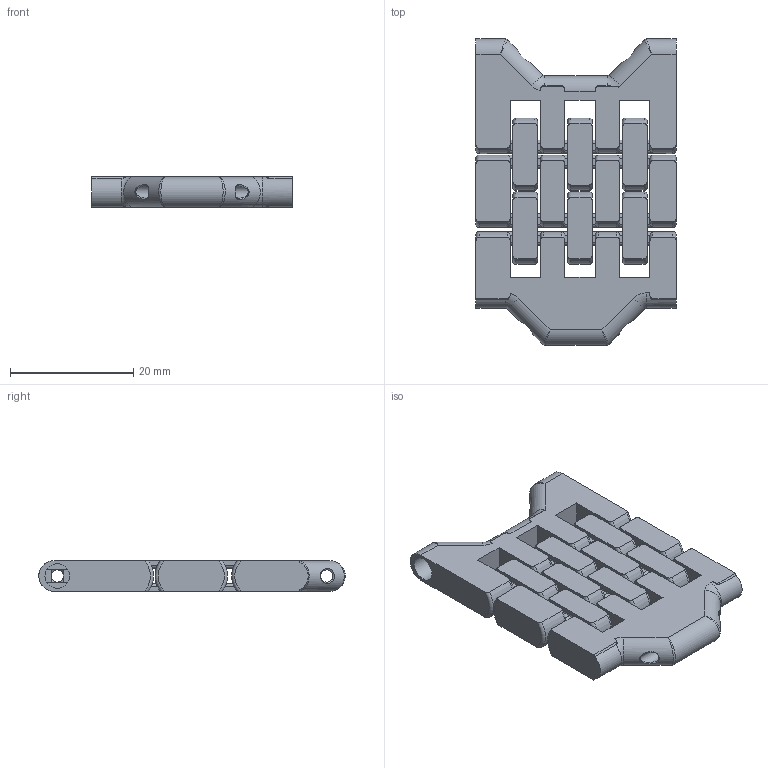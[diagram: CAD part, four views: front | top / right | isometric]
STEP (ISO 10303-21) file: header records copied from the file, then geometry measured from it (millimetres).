
FILE_DESCRIPTION(/* description */ ('STEP AP242','CAx-IF Rec.Pracs.---Representation and Presentation of Product Manufacturing Information (PMI)---4.0---2014-10-13','CAx-IF Rec.Pracs.---3D Tessellated Geometry---0.4---2014-09-14','2;1'),/* implementation_level */ '2;1');
FILE_NAME(/* name */ '67b484c18bc50956cb75f8f2',/* time_stamp */ '2025-02-18T13:01:53Z',/* author */ (''),/* organization */ (''),/* preprocessor_version */ 'ST-DEVELOPER v20',/* originating_system */ 'ONSHAPE BY PTC INC, 1.193',/* authorisation */ ' ');
FILE_SCHEMA (('AP242_MANAGED_MODEL_BASED_3D_ENGINEERING_MIM_LF { 1 0 10303 442 1 1 4 }'));
Length unit declared in the file: metre
Products named in the file (9): id2; id5; id8; id11; id14; id17; id20; id23; id26
Bounding box: 32.5 x 49.75 x 5 mm (x, y, z)
Volume: 5569.8 mm3; surface area: 5866.7 mm2
Topology: 9 solids, 9 shells, 464 faces, 1288 edges, 816 vertices
Faces by surface type: torus 168, cylinder 146, plane 134, bspline 12, cone 4
Full cylindrical faces by diameter (mm): 2 x3, 4 x1
Entity records: 15807 total; most frequent: CARTESIAN_POINT 3933, ORIENTED_EDGE 2548, DIRECTION 2444, EDGE_CURVE 1274, AXIS2_PLACEMENT_3D 981, VERTEX_POINT 814, CIRCLE 512, EDGE_LOOP 486
